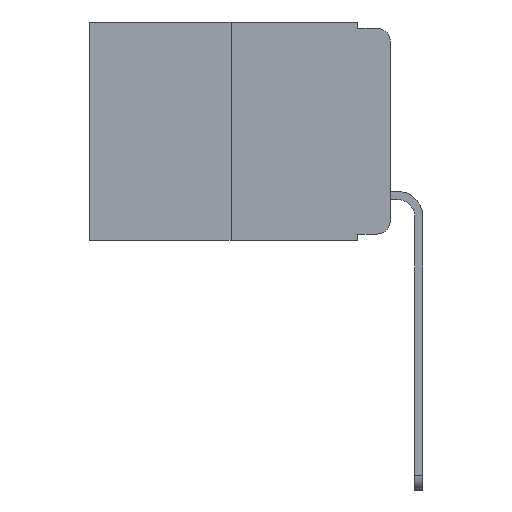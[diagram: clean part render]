
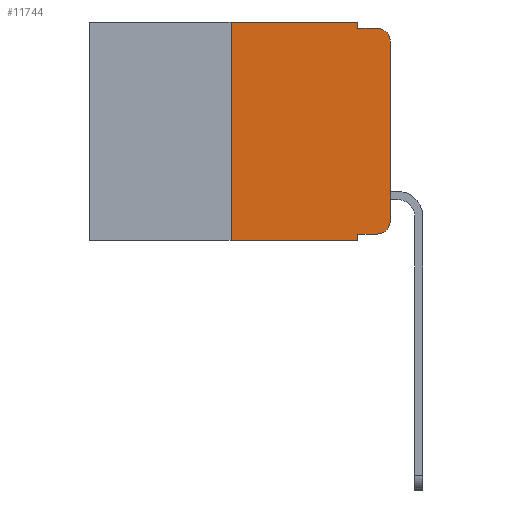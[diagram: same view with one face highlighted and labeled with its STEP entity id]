
A CAD part, left-side view. The second image highlights one B-rep face of the part: STEP entity #11744.
In plain terms, the highlighted planar face has unit normal (-1, 0, 0).
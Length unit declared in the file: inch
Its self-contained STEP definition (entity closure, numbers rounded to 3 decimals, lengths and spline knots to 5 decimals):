
#191 = DIRECTION ( 'NONE',  ( 0., 0., -1. ) ) ;
#690 = CARTESIAN_POINT ( 'NONE',  ( 0., 0.02, -0.03 ) ) ;
#1068 = VERTEX_POINT ( 'NONE', #4914 ) ;
#1081 = VERTEX_POINT ( 'NONE', #17042 ) ;
#1234 = ORIENTED_EDGE ( 'NONE', *, *, #7071, .F. ) ;
#2542 = ORIENTED_EDGE ( 'NONE', *, *, #23010, .T. ) ;
#2801 = CARTESIAN_POINT ( 'NONE',  ( 0., 0.02, -0.333 ) ) ;
#2828 = DIRECTION ( 'NONE',  ( 0., 0., -1. ) ) ;
#3291 = CARTESIAN_POINT ( 'NONE',  ( 0., 0.051, -0.333 ) ) ;
#3438 = LINE ( 'NONE', #10277, #13113 ) ;
#3578 = EDGE_CURVE ( 'NONE', #1081, #22913, #10904, .T. ) ;
#3867 = DIRECTION ( 'NONE',  ( 0., -1., 0. ) ) ;
#4190 = CIRCLE ( 'NONE', #11759, 0.02 ) ;
#4432 = VECTOR ( 'NONE', #17024, 39.37008 ) ;
#4528 = LINE ( 'NONE', #14710, #16012 ) ;
#4556 = LINE ( 'NONE', #9470, #14801 ) ;
#4575 = DIRECTION ( 'NONE',  ( 0., 0., -1. ) ) ;
#4623 = VERTEX_POINT ( 'NONE', #3291 ) ;
#4678 = EDGE_CURVE ( 'NONE', #22913, #11498, #16339, .T. ) ;
#4847 = ORIENTED_EDGE ( 'NONE', *, *, #3578, .F. ) ;
#4914 = CARTESIAN_POINT ( 'NONE',  ( 0., 0.051, -0.343 ) ) ;
#5004 = LINE ( 'NONE', #7427, #20322 ) ;
#5416 = VECTOR ( 'NONE', #17943, 39.37008 ) ;
#6038 = DIRECTION ( 'NONE',  ( 0., -1., 0. ) ) ;
#6041 = CARTESIAN_POINT ( 'NONE',  ( 0., 0.051, -0.01 ) ) ;
#6137 = CARTESIAN_POINT ( 'NONE',  ( 0., 0.473, 0. ) ) ;
#6178 = ORIENTED_EDGE ( 'NONE', *, *, #6614, .T. ) ;
#6614 = EDGE_CURVE ( 'NONE', #1081, #1068, #4556, .T. ) ;
#7071 = EDGE_CURVE ( 'NONE', #4623, #1068, #4528, .T. ) ;
#7318 = EDGE_CURVE ( 'NONE', #9302, #13349, #4190, .T. ) ;
#7346 = DIRECTION ( 'NONE',  ( -1., 0., 0. ) ) ;
#7427 = CARTESIAN_POINT ( 'NONE',  ( 0., 0.051, -0.01 ) ) ;
#8047 = EDGE_LOOP ( 'NONE', ( #10018, #11305, #21643, #12545, #18972, #4847, #6178, #1234, #2542, #14130 ) ) ;
#8320 = EDGE_CURVE ( 'NONE', #20052, #9509, #11860, .T. ) ;
#8652 = EDGE_CURVE ( 'NONE', #13349, #20052, #3438, .T. ) ;
#9302 = VERTEX_POINT ( 'NONE', #2801 ) ;
#9470 = CARTESIAN_POINT ( 'NONE',  ( 0., 0.473, -0.343 ) ) ;
#9509 = VERTEX_POINT ( 'NONE', #23247 ) ;
#9970 = LINE ( 'NONE', #24516, #4432 ) ;
#10018 = ORIENTED_EDGE ( 'NONE', *, *, #8652, .T. ) ;
#10041 = CARTESIAN_POINT ( 'NONE',  ( 0., 0., -0.03 ) ) ;
#10277 = CARTESIAN_POINT ( 'NONE',  ( 0., 0., 0. ) ) ;
#10369 = VECTOR ( 'NONE', #6038, 39.37008 ) ;
#10904 = LINE ( 'NONE', #23391, #5416 ) ;
#11017 = LINE ( 'NONE', #14135, #10369 ) ;
#11305 = ORIENTED_EDGE ( 'NONE', *, *, #8320, .T. ) ;
#11488 = DIRECTION ( 'NONE',  ( 0., -1., 0. ) ) ;
#11498 = VERTEX_POINT ( 'NONE', #19757 ) ;
#11744 = ADVANCED_FACE ( 'NONE', ( #16874 ), #12744, .F. ) ;
#11759 = AXIS2_PLACEMENT_3D ( 'NONE', #19236, #7346, #21174 ) ;
#11860 = CIRCLE ( 'NONE', #24508, 0.02 ) ;
#12545 = ORIENTED_EDGE ( 'NONE', *, *, #24775, .F. ) ;
#12744 = PLANE ( 'NONE',  #23958 ) ;
#13113 = VECTOR ( 'NONE', #25676, 39.37008 ) ;
#13349 = VERTEX_POINT ( 'NONE', #19110 ) ;
#14130 = ORIENTED_EDGE ( 'NONE', *, *, #7318, .T. ) ;
#14135 = CARTESIAN_POINT ( 'NONE',  ( 0., 0.051, -0.333 ) ) ;
#14710 = CARTESIAN_POINT ( 'NONE',  ( 0., 0.051, 0. ) ) ;
#14801 = VECTOR ( 'NONE', #11488, 39.37008 ) ;
#15148 = DIRECTION ( 'NONE',  ( -1., 0., 0. ) ) ;
#16012 = VECTOR ( 'NONE', #191, 39.37008 ) ;
#16339 = LINE ( 'NONE', #6137, #20831 ) ;
#16660 = CARTESIAN_POINT ( 'NONE',  ( 0., 0.473, 0. ) ) ;
#16743 = DIRECTION ( 'NONE',  ( 1., 0., 0. ) ) ;
#16874 = FACE_OUTER_BOUND ( 'NONE', #8047, .T. ) ;
#17024 = DIRECTION ( 'NONE',  ( 0., 0., -1. ) ) ;
#17042 = CARTESIAN_POINT ( 'NONE',  ( 0., 0.25, -0.343 ) ) ;
#17943 = DIRECTION ( 'NONE',  ( 0., 0., 1. ) ) ;
#18972 = ORIENTED_EDGE ( 'NONE', *, *, #4678, .F. ) ;
#19110 = CARTESIAN_POINT ( 'NONE',  ( 0., 0., -0.313 ) ) ;
#19234 = DIRECTION ( 'NONE',  ( 0., -1., 0. ) ) ;
#19236 = CARTESIAN_POINT ( 'NONE',  ( 0., 0.02, -0.313 ) ) ;
#19739 = CARTESIAN_POINT ( 'NONE',  ( 0., 0.25, 0. ) ) ;
#19757 = CARTESIAN_POINT ( 'NONE',  ( 0., 0.051, 0. ) ) ;
#20052 = VERTEX_POINT ( 'NONE', #10041 ) ;
#20322 = VECTOR ( 'NONE', #19234, 39.37008 ) ;
#20831 = VECTOR ( 'NONE', #3867, 39.37008 ) ;
#21174 = DIRECTION ( 'NONE',  ( 0., 0., -1. ) ) ;
#21519 = VERTEX_POINT ( 'NONE', #6041 ) ;
#21643 = ORIENTED_EDGE ( 'NONE', *, *, #25726, .F. ) ;
#22913 = VERTEX_POINT ( 'NONE', #19739 ) ;
#23010 = EDGE_CURVE ( 'NONE', #4623, #9302, #11017, .T. ) ;
#23247 = CARTESIAN_POINT ( 'NONE',  ( 0., 0.02, -0.01 ) ) ;
#23391 = CARTESIAN_POINT ( 'NONE',  ( 0., 0.25, 0. ) ) ;
#23958 = AXIS2_PLACEMENT_3D ( 'NONE', #16660, #16743, #4575 ) ;
#24508 = AXIS2_PLACEMENT_3D ( 'NONE', #690, #15148, #2828 ) ;
#24516 = CARTESIAN_POINT ( 'NONE',  ( 0., 0.051, 0. ) ) ;
#24775 = EDGE_CURVE ( 'NONE', #11498, #21519, #9970, .T. ) ;
#25676 = DIRECTION ( 'NONE',  ( 0., 0., 1. ) ) ;
#25726 = EDGE_CURVE ( 'NONE', #21519, #9509, #5004, .T. ) ;
